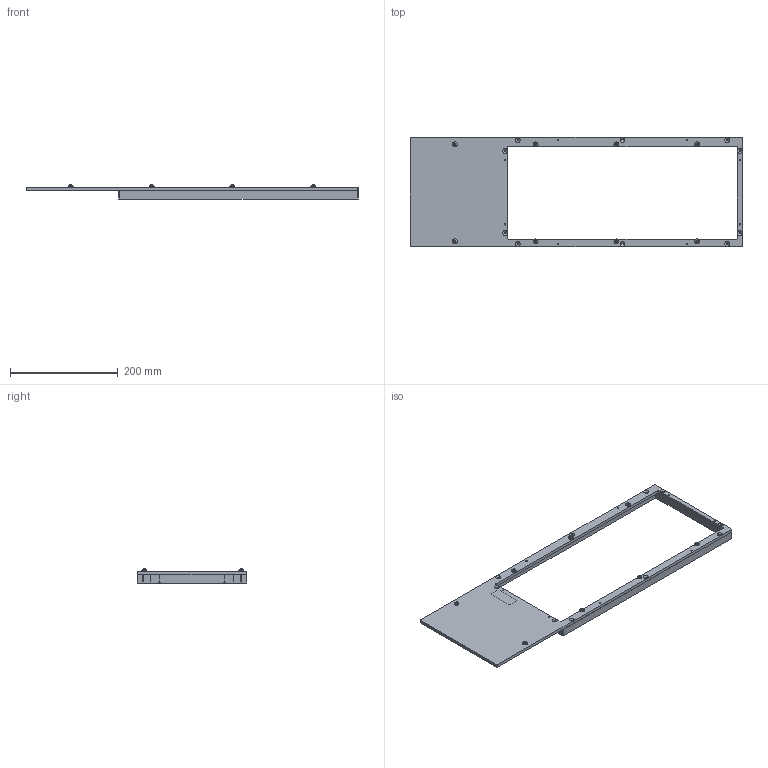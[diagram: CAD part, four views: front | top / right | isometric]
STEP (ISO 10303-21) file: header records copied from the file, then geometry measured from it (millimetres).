
FILE_DESCRIPTION (( 'STEP AP203' ), '1' );
FILE_NAME ('INGUN_115107.STEP', '2023-05-31T09:45:48', ( '' ), ( '' ), 'SwSTEP 2.0', 'SolidWorks 2021', '' );
FILE_SCHEMA (( 'CONFIG_CONTROL_DESIGN' ));
Length unit declared in the file: millimetre
Products named in the file (7): DIN125~n_04,3 M04,0; INGUN_115107; 114280~0_S; DIN7991~n_M03,0x020; ISO7380~n_M04,0x008; 114282~1_S; 114281~1_S
Assembly tree (29 placements, depth 2):
  INGUN_115107
    114280~0_S
    114282~1_S  x2
    114281~1_S  x2
    DIN7991~n_M03,0x020  x8
    DIN125~n_04,3 M04,0  x8
    ISO7380~n_M04,0x008  x8
Bounding box: 616 x 203.2 x 26 mm (x, y, z)
Volume: 479964.9 mm3; surface area: 191923.5 mm2
Topology: 29 solids, 29 shells, 696 faces, 1738 edges, 1120 vertices
Faces by surface type: cylinder 464, plane 132, cone 84, torus 16
Entity records: 8251 total; most frequent: DIRECTION 1310, CARTESIAN_POINT 1215, ORIENTED_EDGE 1112, EDGE_CURVE 556, AXIS2_PLACEMENT_3D 525, VERTEX_POINT 358, CIRCLE 284, EDGE_LOOP 282
